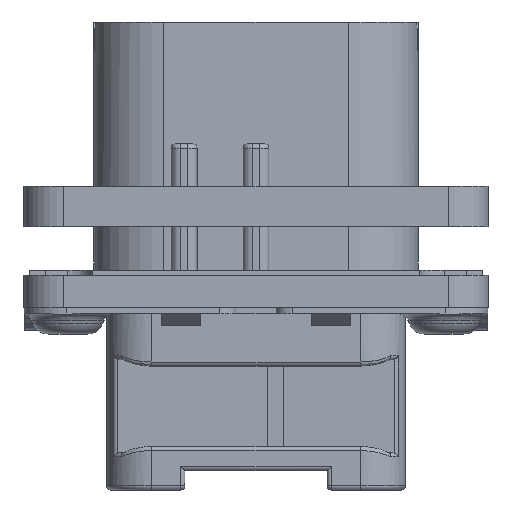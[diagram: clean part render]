
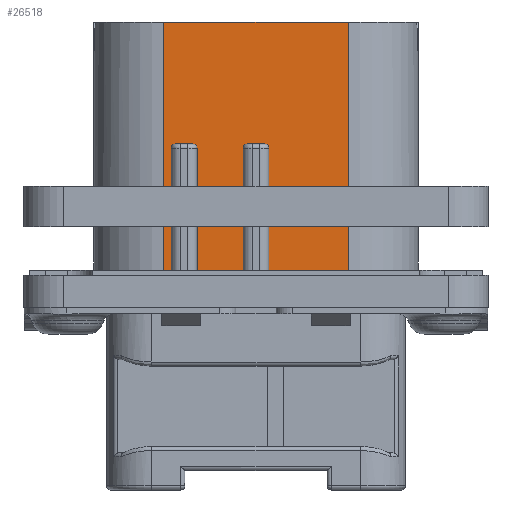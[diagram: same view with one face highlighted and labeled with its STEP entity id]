
A CAD part, front view. The second image highlights one B-rep face of the part: STEP entity #26518.
In plain terms, the highlighted planar face has unit normal (0, -1, 0).
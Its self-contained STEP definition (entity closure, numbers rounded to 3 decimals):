
#1218=DIRECTION('',(1.,0.,0.));
#1219=VECTOR('',#1218,11.4);
#1220=CARTESIAN_POINT('',(-5.7,-9.,17.67));
#1221=LINE('',#1220,#1219);
#1437=DIRECTION('',(0.,0.,1.));
#1438=VECTOR('',#1437,7.87);
#1439=CARTESIAN_POINT('',(-3.65,-9.,2.));
#1440=LINE('',#1439,#1438);
#1441=DIRECTION('',(1.,0.,0.));
#1442=VECTOR('',#1441,1.1);
#1443=CARTESIAN_POINT('',(-5.,-9.,10.12));
#1444=LINE('',#1443,#1442);
#1445=DIRECTION('',(0.,0.,1.));
#1446=VECTOR('',#1445,7.87);
#1447=CARTESIAN_POINT('',(-5.25,-9.,2.));
#1448=LINE('',#1447,#1446);
#1449=DIRECTION('',(0.,0.,-1.));
#1450=VECTOR('',#1449,15.67);
#1451=CARTESIAN_POINT('',(-5.7,-9.,17.67));
#1452=LINE('',#1451,#1450);
#1453=DIRECTION('',(0.,0.,-1.));
#1454=VECTOR('',#1453,15.67);
#1455=CARTESIAN_POINT('',(5.7,-9.,17.67));
#1456=LINE('',#1455,#1454);
#1457=DIRECTION('',(0.,0.,1.));
#1458=VECTOR('',#1457,7.87);
#1459=CARTESIAN_POINT('',(0.8,-9.,2.));
#1460=LINE('',#1459,#1458);
#1461=DIRECTION('',(1.,0.,0.));
#1462=VECTOR('',#1461,1.1);
#1463=CARTESIAN_POINT('',(-0.55,-9.,10.12));
#1464=LINE('',#1463,#1462);
#1465=DIRECTION('',(0.,0.,1.));
#1466=VECTOR('',#1465,7.87);
#1467=CARTESIAN_POINT('',(-0.8,-9.,2.));
#1468=LINE('',#1467,#1466);
#1482=CARTESIAN_POINT('',(-3.9,-9.,9.87));
#1483=DIRECTION('',(0.,1.,0.));
#1484=DIRECTION('',(0.,0.,1.));
#1485=AXIS2_PLACEMENT_3D('',#1482,#1483,#1484);
#1565=DIRECTION('',(1.,0.,0.));
#1566=VECTOR('',#1565,2.85);
#1567=CARTESIAN_POINT('',(-3.65,-9.,2.));
#1568=LINE('',#1567,#1566);
#1581=CARTESIAN_POINT('',(-0.55,-9.,9.87));
#1582=DIRECTION('',(0.,1.,0.));
#1583=DIRECTION('',(-1.,0.,0.));
#1584=AXIS2_PLACEMENT_3D('',#1581,#1582,#1583);
#1613=CARTESIAN_POINT('',(0.55,-9.,9.87));
#1614=DIRECTION('',(0.,1.,0.));
#1615=DIRECTION('',(0.,0.,1.));
#1616=AXIS2_PLACEMENT_3D('',#1613,#1614,#1615);
#1634=DIRECTION('',(1.,0.,0.));
#1635=VECTOR('',#1634,4.9);
#1636=CARTESIAN_POINT('',(0.8,-9.,2.));
#1637=LINE('',#1636,#1635);
#4187=DIRECTION('',(1.,0.,0.));
#4188=VECTOR('',#4187,0.45);
#4189=CARTESIAN_POINT('',(-5.7,-9.,2.));
#4190=LINE('',#4189,#4188);
#10403=CARTESIAN_POINT('',(-5.,-9.,9.87));
#10404=DIRECTION('',(0.,1.,0.));
#10405=DIRECTION('',(-1.,0.,0.));
#10406=AXIS2_PLACEMENT_3D('',#10403,#10404,#10405);
#21157=CARTESIAN_POINT('',(-5.7,-9.,17.67));
#21158=CARTESIAN_POINT('',(-5.7,-9.,2.));
#21159=VERTEX_POINT('',#21157);
#21160=VERTEX_POINT('',#21158);
#21161=CARTESIAN_POINT('',(5.7,-9.,17.67));
#21162=CARTESIAN_POINT('',(5.7,-9.,2.));
#21163=VERTEX_POINT('',#21161);
#21164=VERTEX_POINT('',#21162);
#23138=CARTESIAN_POINT('',(-5.25,-9.,2.));
#23139=VERTEX_POINT('',#23138);
#23140=CARTESIAN_POINT('',(-3.65,-9.,2.));
#23141=CARTESIAN_POINT('',(-0.8,-9.,2.));
#23142=VERTEX_POINT('',#23140);
#23143=VERTEX_POINT('',#23141);
#23144=CARTESIAN_POINT('',(0.8,-9.,2.));
#23145=VERTEX_POINT('',#23144);
#23235=CARTESIAN_POINT('',(-3.65,-9.,9.87));
#23237=VERTEX_POINT('',#23235);
#23239=CARTESIAN_POINT('',(-3.9,-9.,10.12));
#23241=VERTEX_POINT('',#23239);
#23254=CARTESIAN_POINT('',(-5.,-9.,10.12));
#23255=VERTEX_POINT('',#23254);
#23256=CARTESIAN_POINT('',(-5.25,-9.,9.87));
#23257=VERTEX_POINT('',#23256);
#23259=CARTESIAN_POINT('',(0.8,-9.,9.87));
#23261=VERTEX_POINT('',#23259);
#23263=CARTESIAN_POINT('',(0.55,-9.,10.12));
#23265=VERTEX_POINT('',#23263);
#23278=CARTESIAN_POINT('',(-0.55,-9.,10.12));
#23279=VERTEX_POINT('',#23278);
#23280=CARTESIAN_POINT('',(-0.8,-9.,9.87));
#23281=VERTEX_POINT('',#23280);
#26481=CARTESIAN_POINT('',(-10.05,-9.,2.));
#26482=DIRECTION('',(0.,-1.,0.));
#26483=DIRECTION('',(1.,0.,0.));
#26484=AXIS2_PLACEMENT_3D('',#26481,#26482,#26483);
#26485=PLANE('',#26484);
#26487=ORIENTED_EDGE('',*,*,#26486,.T.);
#26489=ORIENTED_EDGE('',*,*,#26488,.F.);
#26491=ORIENTED_EDGE('',*,*,#26490,.F.);
#26493=ORIENTED_EDGE('',*,*,#26492,.F.);
#26495=ORIENTED_EDGE('',*,*,#26494,.F.);
#26497=ORIENTED_EDGE('',*,*,#26496,.F.);
#26499=ORIENTED_EDGE('',*,*,#26498,.F.);
#26500=ORIENTED_EDGE('',*,*,#26368,.T.);
#26501=ORIENTED_EDGE('',*,*,#26278,.T.);
#26503=ORIENTED_EDGE('',*,*,#26502,.F.);
#26505=ORIENTED_EDGE('',*,*,#26504,.T.);
#26507=ORIENTED_EDGE('',*,*,#26506,.F.);
#26509=ORIENTED_EDGE('',*,*,#26508,.F.);
#26511=ORIENTED_EDGE('',*,*,#26510,.F.);
#26513=ORIENTED_EDGE('',*,*,#26512,.F.);
#26515=ORIENTED_EDGE('',*,*,#26514,.F.);
#26516=EDGE_LOOP('',(#26487,#26489,#26491,#26493,#26495,#26497,#26499,#26500,
#26501,#26503,#26505,#26507,#26509,#26511,#26513,#26515));
#26517=FACE_OUTER_BOUND('',#26516,.F.);
#26518=ADVANCED_FACE('',(#26517),#26485,.T.);
#1486=CIRCLE('',#1485,0.25);
#1585=CIRCLE('',#1584,0.25);
#1617=CIRCLE('',#1616,0.25);
#10407=CIRCLE('',#10406,0.25);
#26278=EDGE_CURVE('',#21163,#21164,#1456,.T.);
#26368=EDGE_CURVE('',#21159,#21163,#1221,.T.);
#26486=EDGE_CURVE('',#23142,#23237,#1440,.T.);
#26488=EDGE_CURVE('',#23241,#23237,#1486,.T.);
#26490=EDGE_CURVE('',#23255,#23241,#1444,.T.);
#26492=EDGE_CURVE('',#23257,#23255,#10407,.T.);
#26494=EDGE_CURVE('',#23139,#23257,#1448,.T.);
#26496=EDGE_CURVE('',#21160,#23139,#4190,.T.);
#26498=EDGE_CURVE('',#21159,#21160,#1452,.T.);
#26502=EDGE_CURVE('',#23145,#21164,#1637,.T.);
#26504=EDGE_CURVE('',#23145,#23261,#1460,.T.);
#26506=EDGE_CURVE('',#23265,#23261,#1617,.T.);
#26508=EDGE_CURVE('',#23279,#23265,#1464,.T.);
#26510=EDGE_CURVE('',#23281,#23279,#1585,.T.);
#26512=EDGE_CURVE('',#23143,#23281,#1468,.T.);
#26514=EDGE_CURVE('',#23142,#23143,#1568,.T.);
